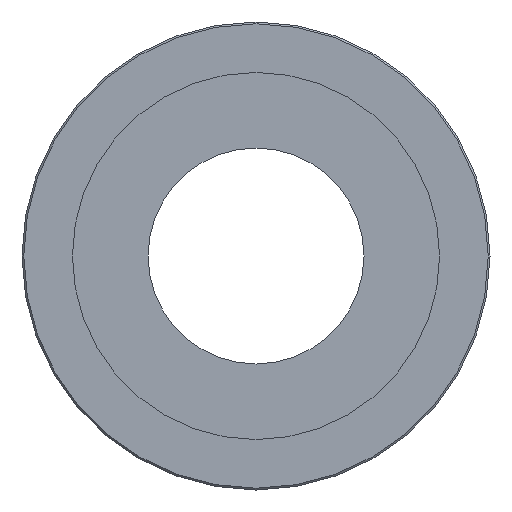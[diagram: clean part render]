
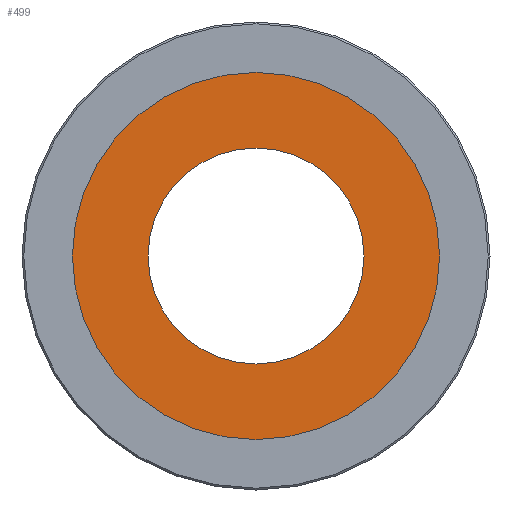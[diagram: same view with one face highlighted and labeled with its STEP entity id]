
A CAD part, front view. The second image highlights one B-rep face of the part: STEP entity #499.
In plain terms, the highlighted planar face has unit normal (0, -1, 0).
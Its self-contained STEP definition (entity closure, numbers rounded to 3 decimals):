
#38=FACE_BOUND('',#111,.T.);
#48=PLANE('',#601);
#74=FACE_OUTER_BOUND('',#110,.T.);
#110=EDGE_LOOP('',(#461,#462));
#111=EDGE_LOOP('',(#463,#464));
#196=CIRCLE('',#599,30.);
#197=CIRCLE('',#600,30.);
#198=CIRCLE('',#602,51.);
#199=CIRCLE('',#603,51.);
#251=VERTEX_POINT('',#933);
#252=VERTEX_POINT('',#935);
#253=VERTEX_POINT('',#939);
#254=VERTEX_POINT('',#940);
#322=EDGE_CURVE('',#252,#251,#196,.T.);
#323=EDGE_CURVE('',#251,#252,#197,.T.);
#324=EDGE_CURVE('',#253,#254,#198,.T.);
#325=EDGE_CURVE('',#254,#253,#199,.T.);
#461=ORIENTED_EDGE('',*,*,#324,.F.);
#462=ORIENTED_EDGE('',*,*,#325,.F.);
#463=ORIENTED_EDGE('',*,*,#322,.T.);
#464=ORIENTED_EDGE('',*,*,#323,.T.);
#499=ADVANCED_FACE('',(#74,#38),#48,.T.);
#599=AXIS2_PLACEMENT_3D('',#936,#777,#778);
#600=AXIS2_PLACEMENT_3D('',#937,#779,#780);
#601=AXIS2_PLACEMENT_3D('',#938,#781,#782);
#602=AXIS2_PLACEMENT_3D('',#941,#783,#784);
#603=AXIS2_PLACEMENT_3D('',#942,#785,#786);
#777=DIRECTION('center_axis',(0.,1.,0.));
#778=DIRECTION('ref_axis',(1.,0.,0.));
#779=DIRECTION('center_axis',(0.,1.,0.));
#780=DIRECTION('ref_axis',(1.,0.,0.));
#781=DIRECTION('center_axis',(0.,-1.,0.));
#782=DIRECTION('ref_axis',(0.,0.,-1.));
#783=DIRECTION('center_axis',(0.,1.,0.));
#784=DIRECTION('ref_axis',(1.,0.,0.));
#785=DIRECTION('center_axis',(0.,1.,0.));
#786=DIRECTION('ref_axis',(1.,0.,0.));
#933=CARTESIAN_POINT('',(30.,4.6,0.));
#935=CARTESIAN_POINT('',(-30.,4.6,0.));
#936=CARTESIAN_POINT('Origin',(0.,4.6,0.));
#937=CARTESIAN_POINT('Origin',(0.,4.6,0.));
#938=CARTESIAN_POINT('Origin',(-51.,4.6,0.));
#939=CARTESIAN_POINT('',(-51.,4.6,0.));
#940=CARTESIAN_POINT('',(51.,4.6,0.));
#941=CARTESIAN_POINT('Origin',(0.,4.6,0.));
#942=CARTESIAN_POINT('Origin',(0.,4.6,0.));
